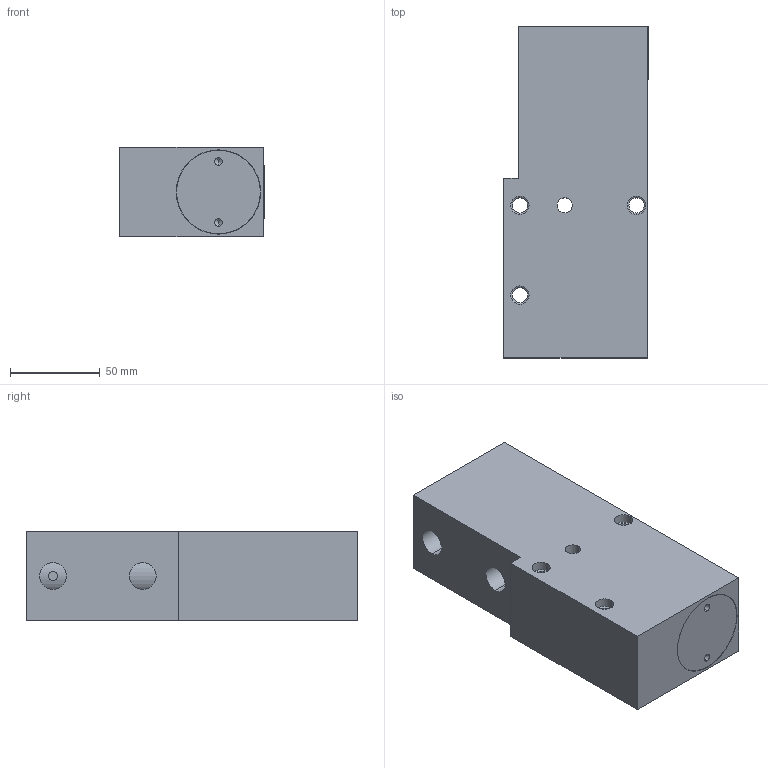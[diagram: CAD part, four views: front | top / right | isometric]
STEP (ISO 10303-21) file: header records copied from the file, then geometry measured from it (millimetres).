
FILE_DESCRIPTION (( 'STEP AP214' ), '1' );
FILE_NAME ('D0300.STEP', '2008-05-26T09:35:28', ( '' ), ( '' ), 'SwSTEP 2.0', 'SolidWorks 2007', '' );
FILE_SCHEMA (( 'AUTOMOTIVE_DESIGN' ));
Length unit declared in the file: millimetre
Products named in the file (1): D0300
Bounding box: 80.5 x 185 x 50 mm (x, y, z)
Volume: 652511.3 mm3; surface area: 80912.9 mm2
Topology: 1 solids, 1 shells, 137 faces, 341 edges, 208 vertices
Faces by surface type: cylinder 67, plane 44, cone 26
Entity records: 4363 total; most frequent: CARTESIAN_POINT 894, DIRECTION 730, ORIENTED_EDGE 658, EDGE_CURVE 329, AXIS2_PLACEMENT_3D 274, VERTEX_POINT 208, LINE 182, VECTOR 182
